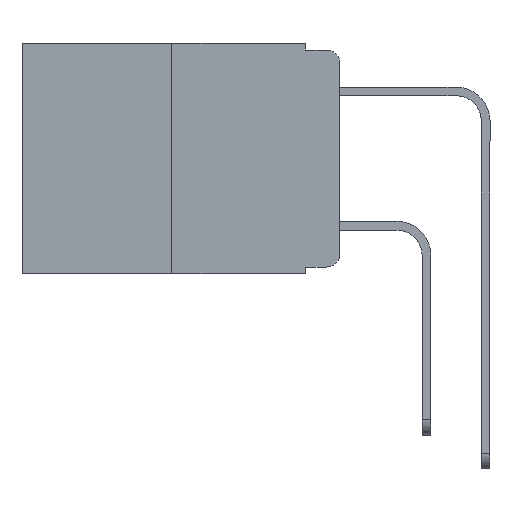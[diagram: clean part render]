
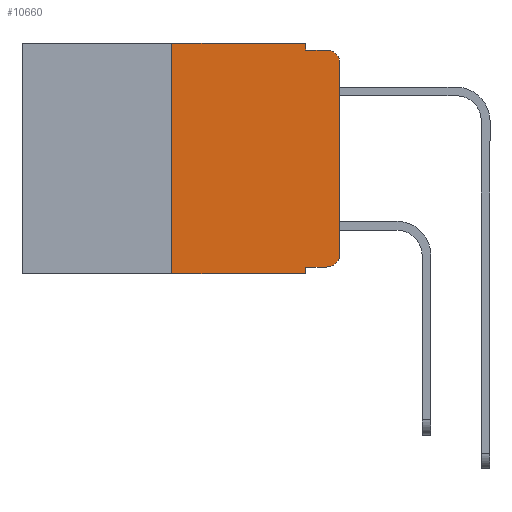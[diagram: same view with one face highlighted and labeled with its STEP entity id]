
A CAD part, left-side view. The second image highlights one B-rep face of the part: STEP entity #10660.
In plain terms, the highlighted planar face has unit normal (-1, 0, 0).
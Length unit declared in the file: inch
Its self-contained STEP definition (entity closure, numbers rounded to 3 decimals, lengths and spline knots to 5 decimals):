
#157 = VECTOR ( 'NONE', #11653, 39.37008 ) ;
#179 = LINE ( 'NONE', #6682, #5172 ) ;
#351 = CARTESIAN_POINT ( 'NONE',  ( 0., 0.25, -0.343 ) ) ;
#1039 = CARTESIAN_POINT ( 'NONE',  ( 0., 0.051, -0.333 ) ) ;
#1123 = CARTESIAN_POINT ( 'NONE',  ( 0., 0.051, 0. ) ) ;
#1152 = ORIENTED_EDGE ( 'NONE', *, *, #8425, .T. ) ;
#1323 = ORIENTED_EDGE ( 'NONE', *, *, #10633, .F. ) ;
#1479 = ORIENTED_EDGE ( 'NONE', *, *, #11554, .T. ) ;
#1562 = CARTESIAN_POINT ( 'NONE',  ( 0., 0.051, 0. ) ) ;
#1680 = LINE ( 'NONE', #6252, #11339 ) ;
#2038 = VERTEX_POINT ( 'NONE', #2095 ) ;
#2095 = CARTESIAN_POINT ( 'NONE',  ( 0., 0.02, -0.333 ) ) ;
#2114 = CARTESIAN_POINT ( 'NONE',  ( 0., 0.02, -0.03 ) ) ;
#2286 = EDGE_CURVE ( 'NONE', #6166, #7291, #1680, .T. ) ;
#2483 = VECTOR ( 'NONE', #9350, 39.37008 ) ;
#2603 = PLANE ( 'NONE',  #3734 ) ;
#3041 = EDGE_CURVE ( 'NONE', #4168, #8950, #3194, .T. ) ;
#3091 = DIRECTION ( 'NONE',  ( 0., 0., -1. ) ) ;
#3194 = LINE ( 'NONE', #9168, #8091 ) ;
#3237 = VERTEX_POINT ( 'NONE', #9868 ) ;
#3416 = CARTESIAN_POINT ( 'NONE',  ( 0., 0., -0.03 ) ) ;
#3591 = DIRECTION ( 'NONE',  ( 0., 0., -1. ) ) ;
#3625 = CARTESIAN_POINT ( 'NONE',  ( 0., 0.25, 0. ) ) ;
#3734 = AXIS2_PLACEMENT_3D ( 'NONE', #7488, #9387, #3591 ) ;
#3832 = CARTESIAN_POINT ( 'NONE',  ( 0., 0.051, -0.343 ) ) ;
#4075 = CARTESIAN_POINT ( 'NONE',  ( 0., 0.051, -0.333 ) ) ;
#4168 = VERTEX_POINT ( 'NONE', #351 ) ;
#4784 = CIRCLE ( 'NONE', #6295, 0.02 ) ;
#4947 = VERTEX_POINT ( 'NONE', #3416 ) ;
#4984 = CARTESIAN_POINT ( 'NONE',  ( 0., 0.473, -0.343 ) ) ;
#5172 = VECTOR ( 'NONE', #11397, 39.37008 ) ;
#5346 = DIRECTION ( 'NONE',  ( -1., 0., 0. ) ) ;
#5761 = LINE ( 'NONE', #1039, #157 ) ;
#5929 = EDGE_CURVE ( 'NONE', #6609, #2038, #5761, .T. ) ;
#5953 = ORIENTED_EDGE ( 'NONE', *, *, #10264, .T. ) ;
#6166 = VERTEX_POINT ( 'NONE', #8295 ) ;
#6252 = CARTESIAN_POINT ( 'NONE',  ( 0., 0.051, -0.01 ) ) ;
#6293 = DIRECTION ( 'NONE',  ( 0., -1., 0. ) ) ;
#6295 = AXIS2_PLACEMENT_3D ( 'NONE', #2114, #8933, #3091 ) ;
#6609 = VERTEX_POINT ( 'NONE', #4075 ) ;
#6682 = CARTESIAN_POINT ( 'NONE',  ( 0., 0., 0. ) ) ;
#6786 = EDGE_CURVE ( 'NONE', #8950, #3237, #10299, .T. ) ;
#6827 = CIRCLE ( 'NONE', #9470, 0.02 ) ;
#7200 = DIRECTION ( 'NONE',  ( 0., -1., 0. ) ) ;
#7291 = VERTEX_POINT ( 'NONE', #9705 ) ;
#7488 = CARTESIAN_POINT ( 'NONE',  ( 0., 0.473, 0. ) ) ;
#7503 = VECTOR ( 'NONE', #6293, 39.37008 ) ;
#7999 = DIRECTION ( 'NONE',  ( 0., 0., -1. ) ) ;
#8091 = VECTOR ( 'NONE', #8526, 39.37008 ) ;
#8221 = ORIENTED_EDGE ( 'NONE', *, *, #3041, .F. ) ;
#8295 = CARTESIAN_POINT ( 'NONE',  ( 0., 0.051, -0.01 ) ) ;
#8425 = EDGE_CURVE ( 'NONE', #8542, #4947, #179, .T. ) ;
#8526 = DIRECTION ( 'NONE',  ( 0., 0., 1. ) ) ;
#8542 = VERTEX_POINT ( 'NONE', #10622 ) ;
#8933 = DIRECTION ( 'NONE',  ( -1., 0., 0. ) ) ;
#8950 = VERTEX_POINT ( 'NONE', #3625 ) ;
#9128 = ORIENTED_EDGE ( 'NONE', *, *, #5929, .T. ) ;
#9168 = CARTESIAN_POINT ( 'NONE',  ( 0., 0.25, 0. ) ) ;
#9338 = EDGE_LOOP ( 'NONE', ( #1152, #1479, #12008, #12292, #10414, #8221, #5953, #1323, #9128, #11593 ) ) ;
#9350 = DIRECTION ( 'NONE',  ( 0., 0., -1. ) ) ;
#9387 = DIRECTION ( 'NONE',  ( 1., 0., 0. ) ) ;
#9404 = EDGE_CURVE ( 'NONE', #2038, #8542, #6827, .T. ) ;
#9470 = AXIS2_PLACEMENT_3D ( 'NONE', #11048, #5346, #11964 ) ;
#9705 = CARTESIAN_POINT ( 'NONE',  ( 0., 0.02, -0.01 ) ) ;
#9868 = CARTESIAN_POINT ( 'NONE',  ( 0., 0.051, 0. ) ) ;
#10015 = VECTOR ( 'NONE', #7999, 39.37008 ) ;
#10196 = LINE ( 'NONE', #1562, #2483 ) ;
#10264 = EDGE_CURVE ( 'NONE', #4168, #11437, #11805, .T. ) ;
#10299 = LINE ( 'NONE', #11017, #7503 ) ;
#10414 = ORIENTED_EDGE ( 'NONE', *, *, #6786, .F. ) ;
#10622 = CARTESIAN_POINT ( 'NONE',  ( 0., 0., -0.313 ) ) ;
#10633 = EDGE_CURVE ( 'NONE', #6609, #11437, #10196, .T. ) ;
#10660 = ADVANCED_FACE ( 'NONE', ( #12366 ), #2603, .F. ) ;
#10671 = DIRECTION ( 'NONE',  ( 0., -1., 0. ) ) ;
#11017 = CARTESIAN_POINT ( 'NONE',  ( 0., 0.473, 0. ) ) ;
#11048 = CARTESIAN_POINT ( 'NONE',  ( 0., 0.02, -0.313 ) ) ;
#11339 = VECTOR ( 'NONE', #7200, 39.37008 ) ;
#11397 = DIRECTION ( 'NONE',  ( 0., 0., 1. ) ) ;
#11437 = VERTEX_POINT ( 'NONE', #3832 ) ;
#11554 = EDGE_CURVE ( 'NONE', #4947, #7291, #4784, .T. ) ;
#11593 = ORIENTED_EDGE ( 'NONE', *, *, #9404, .T. ) ;
#11653 = DIRECTION ( 'NONE',  ( 0., -1., 0. ) ) ;
#11805 = LINE ( 'NONE', #4984, #12085 ) ;
#11897 = LINE ( 'NONE', #1123, #10015 ) ;
#11964 = DIRECTION ( 'NONE',  ( 0., 0., -1. ) ) ;
#12008 = ORIENTED_EDGE ( 'NONE', *, *, #2286, .F. ) ;
#12085 = VECTOR ( 'NONE', #10671, 39.37008 ) ;
#12163 = EDGE_CURVE ( 'NONE', #3237, #6166, #11897, .T. ) ;
#12292 = ORIENTED_EDGE ( 'NONE', *, *, #12163, .F. ) ;
#12366 = FACE_OUTER_BOUND ( 'NONE', #9338, .T. ) ;
